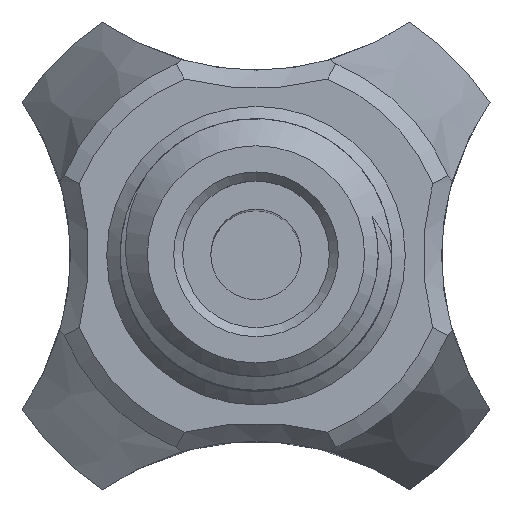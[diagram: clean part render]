
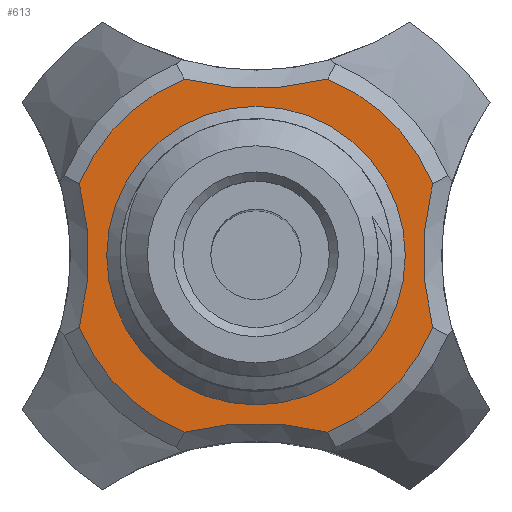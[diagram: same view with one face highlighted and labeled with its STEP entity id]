
A CAD part, top view. The second image highlights one B-rep face of the part: STEP entity #613.
In plain terms, the highlighted planar face has unit normal (0, 0, 1).
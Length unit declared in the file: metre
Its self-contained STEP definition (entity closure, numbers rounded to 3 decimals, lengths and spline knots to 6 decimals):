
#45=PLANE('',#673);
#120=ORIENTED_EDGE('',*,*,#304,.T.);
#121=ORIENTED_EDGE('',*,*,#305,.T.);
#122=ORIENTED_EDGE('',*,*,#306,.T.);
#123=ORIENTED_EDGE('',*,*,#307,.T.);
#124=ORIENTED_EDGE('',*,*,#308,.T.);
#125=ORIENTED_EDGE('',*,*,#309,.T.);
#126=ORIENTED_EDGE('',*,*,#310,.T.);
#127=ORIENTED_EDGE('',*,*,#311,.T.);
#128=ORIENTED_EDGE('',*,*,#312,.T.);
#304=EDGE_CURVE('',#394,#394,#456,.T.);
#305=EDGE_CURVE('',#395,#396,#457,.F.);
#306=EDGE_CURVE('',#396,#397,#458,.T.);
#307=EDGE_CURVE('',#397,#398,#459,.F.);
#308=EDGE_CURVE('',#398,#399,#460,.T.);
#309=EDGE_CURVE('',#399,#400,#461,.F.);
#310=EDGE_CURVE('',#400,#401,#462,.T.);
#311=EDGE_CURVE('',#401,#402,#463,.F.);
#312=EDGE_CURVE('',#402,#395,#464,.T.);
#394=VERTEX_POINT('',#2121);
#395=VERTEX_POINT('',#2123);
#396=VERTEX_POINT('',#2124);
#397=VERTEX_POINT('',#2126);
#398=VERTEX_POINT('',#2128);
#399=VERTEX_POINT('',#2130);
#400=VERTEX_POINT('',#2132);
#401=VERTEX_POINT('',#2134);
#402=VERTEX_POINT('',#2136);
#456=CIRCLE('',#674,0.0165);
#457=CIRCLE('',#675,0.021058);
#458=CIRCLE('',#676,0.0315);
#459=CIRCLE('',#677,0.021058);
#460=CIRCLE('',#678,0.0315);
#461=CIRCLE('',#679,0.021058);
#462=CIRCLE('',#680,0.0315);
#463=CIRCLE('',#681,0.021058);
#464=CIRCLE('',#682,0.0315);
#502=EDGE_LOOP('',(#120));
#503=EDGE_LOOP('',(#121,#122,#123,#124,#125,#126,#127,#128));
#554=FACE_BOUND('',#502,.T.);
#555=FACE_BOUND('',#503,.T.);
#613=ADVANCED_FACE('',(#554,#555),#45,.F.);
#673=AXIS2_PLACEMENT_3D('',#2119,#772,#773);
#674=AXIS2_PLACEMENT_3D('',#2120,#774,#775);
#675=AXIS2_PLACEMENT_3D('',#2122,#776,#777);
#676=AXIS2_PLACEMENT_3D('',#2125,#778,#779);
#677=AXIS2_PLACEMENT_3D('',#2127,#780,#781);
#678=AXIS2_PLACEMENT_3D('',#2129,#782,#783);
#679=AXIS2_PLACEMENT_3D('',#2131,#784,#785);
#680=AXIS2_PLACEMENT_3D('',#2133,#786,#787);
#681=AXIS2_PLACEMENT_3D('',#2135,#788,#789);
#682=AXIS2_PLACEMENT_3D('',#2137,#790,#791);
#772=DIRECTION('',(0.,0.,-1.));
#773=DIRECTION('',(-1.,0.,0.));
#774=DIRECTION('',(0.,0.,-1.));
#775=DIRECTION('',(-1.,0.,0.));
#776=DIRECTION('',(0.,0.,-1.));
#777=DIRECTION('',(-1.,0.,0.));
#778=DIRECTION('',(0.,0.,-1.));
#779=DIRECTION('',(-1.,0.,0.));
#780=DIRECTION('',(0.,0.,-1.));
#781=DIRECTION('',(-1.,0.,0.));
#782=DIRECTION('',(0.,0.,-1.));
#783=DIRECTION('',(-1.,0.,0.));
#784=DIRECTION('',(0.,0.,-1.));
#785=DIRECTION('',(-1.,0.,0.));
#786=DIRECTION('',(0.,0.,-1.));
#787=DIRECTION('',(-1.,0.,0.));
#788=DIRECTION('',(0.,0.,-1.));
#789=DIRECTION('',(-1.,0.,0.));
#790=DIRECTION('',(0.,0.,-1.));
#791=DIRECTION('',(-1.,0.,0.));
#2119=CARTESIAN_POINT('',(0.0153,0.,0.));
#2120=CARTESIAN_POINT('',(0.,0.,0.));
#2121=CARTESIAN_POINT('',(-0.0165,0.,0.));
#2122=CARTESIAN_POINT('',(0.,0.,0.));
#2123=CARTESIAN_POINT('',(0.007921,-0.019512,0.));
#2124=CARTESIAN_POINT('',(0.019512,-0.007921,0.));
#2125=CARTESIAN_POINT('',(0.05,0.,0.));
#2126=CARTESIAN_POINT('',(0.019512,0.007921,0.));
#2127=CARTESIAN_POINT('',(0.,0.,0.));
#2128=CARTESIAN_POINT('',(0.007921,0.019512,0.));
#2129=CARTESIAN_POINT('',(0.,0.05,0.));
#2130=CARTESIAN_POINT('',(-0.007921,0.019512,0.));
#2131=CARTESIAN_POINT('',(0.,0.,0.));
#2132=CARTESIAN_POINT('',(-0.019512,0.007921,0.));
#2133=CARTESIAN_POINT('',(-0.05,0.,0.));
#2134=CARTESIAN_POINT('',(-0.019512,-0.007921,0.));
#2135=CARTESIAN_POINT('',(0.,0.,0.));
#2136=CARTESIAN_POINT('',(-0.007921,-0.019512,0.));
#2137=CARTESIAN_POINT('',(0.,-0.05,0.));
